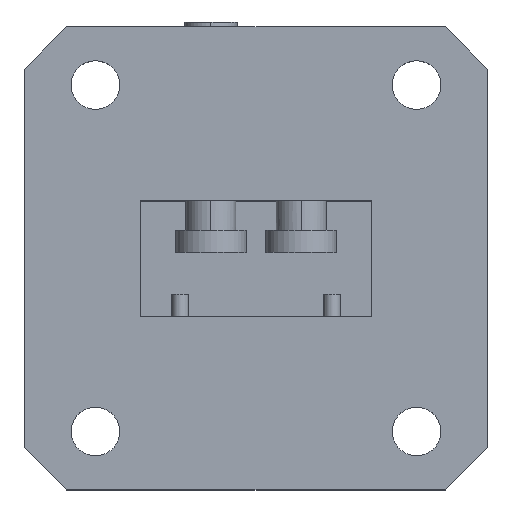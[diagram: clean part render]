
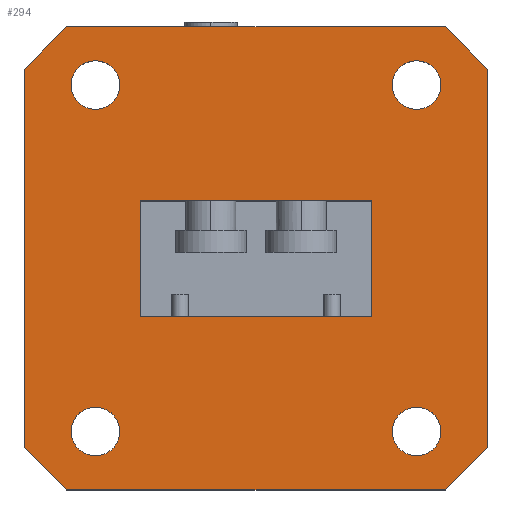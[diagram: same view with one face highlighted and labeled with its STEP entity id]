
A CAD part, top view. The second image highlights one B-rep face of the part: STEP entity #294.
In plain terms, the highlighted planar face has unit normal (0, 0, 1).
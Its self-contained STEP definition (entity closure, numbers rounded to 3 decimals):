
#294=ADVANCED_FACE('',(#603,#604,#605,#606,#607,#608),#609,.T.);
#603=FACE_OUTER_BOUND('',#958,.T.);
#604=FACE_BOUND('',#959,.T.);
#605=FACE_BOUND('',#960,.T.);
#606=FACE_BOUND('',#961,.T.);
#607=FACE_BOUND('',#962,.T.);
#608=FACE_BOUND('',#963,.T.);
#609=PLANE('',#964);
#958=EDGE_LOOP('',(#1640,#1641,#1642,#1643,#1644,#1645,#1646,#1647));
#959=EDGE_LOOP('',(#1648,#1649));
#960=EDGE_LOOP('',(#1650,#1651));
#961=EDGE_LOOP('',(#1652,#1653));
#962=EDGE_LOOP('',(#1654,#1655));
#963=EDGE_LOOP('',(#1656,#1657,#1658,#1659));
#964=AXIS2_PLACEMENT_3D('',#1660,#1661,#1662);
#1640=ORIENTED_EDGE('',*,*,#2192,.F.);
#1641=ORIENTED_EDGE('',*,*,#2195,.T.);
#1642=ORIENTED_EDGE('',*,*,#2196,.F.);
#1643=ORIENTED_EDGE('',*,*,#2197,.T.);
#1644=ORIENTED_EDGE('',*,*,#2198,.F.);
#1645=ORIENTED_EDGE('',*,*,#2199,.T.);
#1646=ORIENTED_EDGE('',*,*,#2200,.F.);
#1647=ORIENTED_EDGE('',*,*,#2201,.T.);
#1648=ORIENTED_EDGE('',*,*,#2202,.T.);
#1649=ORIENTED_EDGE('',*,*,#2168,.T.);
#1650=ORIENTED_EDGE('',*,*,#2203,.T.);
#1651=ORIENTED_EDGE('',*,*,#2163,.T.);
#1652=ORIENTED_EDGE('',*,*,#2204,.T.);
#1653=ORIENTED_EDGE('',*,*,#2158,.T.);
#1654=ORIENTED_EDGE('',*,*,#2205,.T.);
#1655=ORIENTED_EDGE('',*,*,#2153,.T.);
#1656=ORIENTED_EDGE('',*,*,#2206,.T.);
#1657=ORIENTED_EDGE('',*,*,#2207,.T.);
#1658=ORIENTED_EDGE('',*,*,#2208,.T.);
#1659=ORIENTED_EDGE('',*,*,#2209,.T.);
#1660=CARTESIAN_POINT('',(0.0,0.0,22.078));
#1661=DIRECTION('',(0.0,0.0,1.0));
#1662=DIRECTION('',(1.0,0.0,0.0));
#2153=EDGE_CURVE('',#2587,#2584,#2588,.T.);
#2158=EDGE_CURVE('',#2596,#2593,#2597,.T.);
#2163=EDGE_CURVE('',#2605,#2602,#2606,.T.);
#2168=EDGE_CURVE('',#2614,#2611,#2615,.T.);
#2192=EDGE_CURVE('',#2649,#2651,#2652,.T.);
#2195=EDGE_CURVE('',#2649,#2655,#2656,.T.);
#2196=EDGE_CURVE('',#2657,#2655,#2658,.T.);
#2197=EDGE_CURVE('',#2657,#2659,#2660,.T.);
#2198=EDGE_CURVE('',#2661,#2659,#2662,.T.);
#2199=EDGE_CURVE('',#2661,#2663,#2664,.T.);
#2200=EDGE_CURVE('',#2665,#2663,#2666,.T.);
#2201=EDGE_CURVE('',#2665,#2651,#2667,.T.);
#2202=EDGE_CURVE('',#2611,#2614,#2668,.T.);
#2203=EDGE_CURVE('',#2602,#2605,#2669,.T.);
#2204=EDGE_CURVE('',#2593,#2596,#2670,.T.);
#2205=EDGE_CURVE('',#2584,#2587,#2671,.T.);
#2206=EDGE_CURVE('',#2672,#2673,#2674,.T.);
#2207=EDGE_CURVE('',#2673,#2675,#2676,.T.);
#2208=EDGE_CURVE('',#2675,#2677,#2678,.T.);
#2209=EDGE_CURVE('',#2677,#2672,#2679,.T.);
#2584=VERTEX_POINT('',#3127);
#2587=VERTEX_POINT('',#3131);
#2588=CIRCLE('',#3132,2.0);
#2593=VERTEX_POINT('',#3138);
#2596=VERTEX_POINT('',#3142);
#2597=CIRCLE('',#3143,2.0);
#2602=VERTEX_POINT('',#3149);
#2605=VERTEX_POINT('',#3153);
#2606=CIRCLE('',#3154,2.0);
#2611=VERTEX_POINT('',#3160);
#2614=VERTEX_POINT('',#3164);
#2615=CIRCLE('',#3165,2.0);
#2649=VERTEX_POINT('',#3205);
#2651=VERTEX_POINT('',#3208);
#2652=LINE('',#3209,#3210);
#2655=VERTEX_POINT('',#3214);
#2656=LINE('',#3215,#3216);
#2657=VERTEX_POINT('',#3217);
#2658=LINE('',#3218,#3219);
#2659=VERTEX_POINT('',#3220);
#2660=LINE('',#3221,#3222);
#2661=VERTEX_POINT('',#3223);
#2662=LINE('',#3224,#3225);
#2663=VERTEX_POINT('',#3226);
#2664=LINE('',#3227,#3228);
#2665=VERTEX_POINT('',#3229);
#2666=LINE('',#3230,#3231);
#2667=LINE('',#3232,#3233);
#2668=CIRCLE('',#3234,2.0);
#2669=CIRCLE('',#3235,2.0);
#2670=CIRCLE('',#3236,2.0);
#2671=CIRCLE('',#3237,2.0);
#2672=VERTEX_POINT('',#3238);
#2673=VERTEX_POINT('',#3239);
#2674=LINE('',#3240,#3241);
#2675=VERTEX_POINT('',#3242);
#2676=LINE('',#3243,#3244);
#2677=VERTEX_POINT('',#3245);
#2678=LINE('',#3246,#3247);
#2679=LINE('',#3248,#3249);
#3127=CARTESIAN_POINT('',(15.21,14.25,22.078));
#3131=CARTESIAN_POINT('',(11.21,14.25,22.078));
#3132=AXIS2_PLACEMENT_3D('',#3687,#3688,#3689);
#3138=CARTESIAN_POINT('',(-15.21,14.25,22.078));
#3142=CARTESIAN_POINT('',(-11.21,14.25,22.078));
#3143=AXIS2_PLACEMENT_3D('',#3695,#3696,#3697);
#3149=CARTESIAN_POINT('',(-15.21,-14.25,22.078));
#3153=CARTESIAN_POINT('',(-11.21,-14.25,22.078));
#3154=AXIS2_PLACEMENT_3D('',#3703,#3704,#3705);
#3160=CARTESIAN_POINT('',(15.21,-14.25,22.078));
#3164=CARTESIAN_POINT('',(11.21,-14.25,22.078));
#3165=AXIS2_PLACEMENT_3D('',#3711,#3712,#3713);
#3205=CARTESIAN_POINT('',(15.55,19.05,22.078));
#3208=CARTESIAN_POINT('',(19.05,15.55,22.078));
#3209=CARTESIAN_POINT('',(17.3,17.3,22.078));
#3210=VECTOR('',#3748,1.0);
#3214=CARTESIAN_POINT('',(-15.55,19.05,22.078));
#3215=CARTESIAN_POINT('',(0.0,19.05,22.078));
#3216=VECTOR('',#3750,1.0);
#3217=CARTESIAN_POINT('',(-19.05,15.55,22.078));
#3218=CARTESIAN_POINT('',(-17.3,17.3,22.078));
#3219=VECTOR('',#3751,1.0);
#3220=CARTESIAN_POINT('',(-19.05,-15.55,22.078));
#3221=CARTESIAN_POINT('',(-19.05,0.0,22.078));
#3222=VECTOR('',#3752,1.0);
#3223=CARTESIAN_POINT('',(-15.55,-19.05,22.078));
#3224=CARTESIAN_POINT('',(-17.3,-17.3,22.078));
#3225=VECTOR('',#3753,1.0);
#3226=CARTESIAN_POINT('',(15.55,-19.05,22.078));
#3227=CARTESIAN_POINT('',(0.0,-19.05,22.078));
#3228=VECTOR('',#3754,1.0);
#3229=CARTESIAN_POINT('',(19.05,-15.55,22.078));
#3230=CARTESIAN_POINT('',(17.3,-17.3,22.078));
#3231=VECTOR('',#3755,1.0);
#3232=CARTESIAN_POINT('',(19.05,0.0,22.078));
#3233=VECTOR('',#3756,1.0);
#3234=AXIS2_PLACEMENT_3D('',#3757,#3758,#3759);
#3235=AXIS2_PLACEMENT_3D('',#3760,#3761,#3762);
#3236=AXIS2_PLACEMENT_3D('',#3763,#3764,#3765);
#3237=AXIS2_PLACEMENT_3D('',#3766,#3767,#3768);
#3238=CARTESIAN_POINT('',(9.525,-4.763,22.078));
#3239=CARTESIAN_POINT('',(-9.525,-4.763,22.078));
#3240=CARTESIAN_POINT('',(0.0,-4.763,22.078));
#3241=VECTOR('',#3769,1.0);
#3242=CARTESIAN_POINT('',(-9.525,4.763,22.078));
#3243=CARTESIAN_POINT('',(-9.525,0.0,22.078));
#3244=VECTOR('',#3770,1.0);
#3245=CARTESIAN_POINT('',(9.525,4.763,22.078));
#3246=CARTESIAN_POINT('',(0.0,4.763,22.078));
#3247=VECTOR('',#3771,1.0);
#3248=CARTESIAN_POINT('',(9.525,0.0,22.078));
#3249=VECTOR('',#3772,1.0);
#3687=CARTESIAN_POINT('',(13.21,14.25,22.078));
#3688=DIRECTION('',(0.0,0.0,-1.0));
#3689=DIRECTION('',(1.0,0.0,0.0));
#3695=CARTESIAN_POINT('',(-13.21,14.25,22.078));
#3696=DIRECTION('',(-0.0,0.0,-1.0));
#3697=DIRECTION('',(-1.0,0.0,0.0));
#3703=CARTESIAN_POINT('',(-13.21,-14.25,22.078));
#3704=DIRECTION('',(-0.0,0.0,-1.0));
#3705=DIRECTION('',(-1.0,0.0,0.0));
#3711=CARTESIAN_POINT('',(13.21,-14.25,22.078));
#3712=DIRECTION('',(0.0,0.0,-1.0));
#3713=DIRECTION('',(1.0,0.0,0.0));
#3748=DIRECTION('',(0.707,-0.707,0.0));
#3750=DIRECTION('',(-1.0,0.0,0.0));
#3751=DIRECTION('',(0.707,0.707,-0.0));
#3752=DIRECTION('',(0.0,-1.0,0.0));
#3753=DIRECTION('',(-0.707,0.707,0.0));
#3754=DIRECTION('',(1.0,0.0,0.0));
#3755=DIRECTION('',(-0.707,-0.707,0.0));
#3756=DIRECTION('',(0.0,1.0,0.0));
#3757=CARTESIAN_POINT('',(13.21,-14.25,22.078));
#3758=DIRECTION('',(0.0,0.0,-1.0));
#3759=DIRECTION('',(1.0,0.0,0.0));
#3760=CARTESIAN_POINT('',(-13.21,-14.25,22.078));
#3761=DIRECTION('',(-0.0,0.0,-1.0));
#3762=DIRECTION('',(-1.0,0.0,0.0));
#3763=CARTESIAN_POINT('',(-13.21,14.25,22.078));
#3764=DIRECTION('',(-0.0,0.0,-1.0));
#3765=DIRECTION('',(-1.0,0.0,0.0));
#3766=CARTESIAN_POINT('',(13.21,14.25,22.078));
#3767=DIRECTION('',(0.0,0.0,-1.0));
#3768=DIRECTION('',(1.0,0.0,0.0));
#3769=DIRECTION('',(-1.0,0.0,0.0));
#3770=DIRECTION('',(0.0,1.0,0.0));
#3771=DIRECTION('',(1.0,0.0,-0.0));
#3772=DIRECTION('',(0.0,-1.0,0.0));
